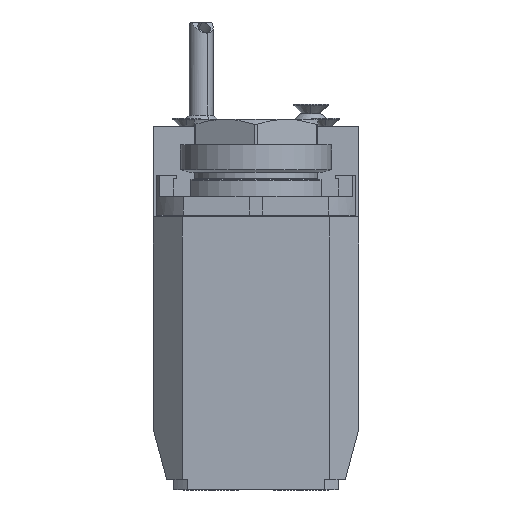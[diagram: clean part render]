
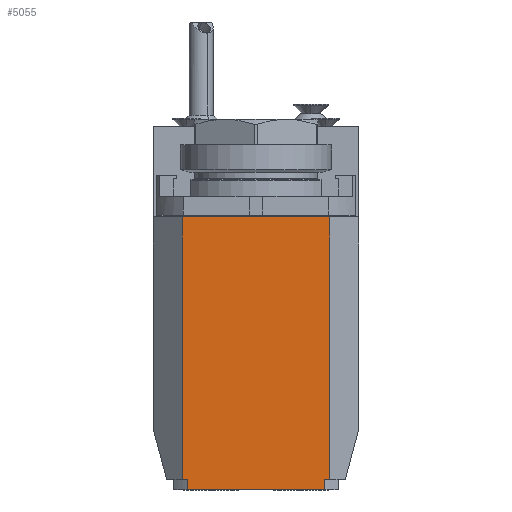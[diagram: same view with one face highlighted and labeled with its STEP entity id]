
A CAD part, left-side view. The second image highlights one B-rep face of the part: STEP entity #5055.
In plain terms, the highlighted planar face has unit normal (-1, 0, 0).
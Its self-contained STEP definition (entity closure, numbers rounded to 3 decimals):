
#717=DIRECTION('',(0.,-1.,0.));
#718=VECTOR('',#717,1.506);
#719=CARTESIAN_POINT('',(-112.5,-19.994,-70.5));
#720=LINE('',#719,#718);
#721=DIRECTION('',(0.,0.,-1.));
#722=VECTOR('',#721,3.);
#723=CARTESIAN_POINT('',(-112.5,-19.994,-70.5));
#724=LINE('',#723,#722);
#725=DIRECTION('',(0.,0.,-1.));
#726=VECTOR('',#725,3.);
#727=CARTESIAN_POINT('',(-112.5,19.994,-70.5));
#728=LINE('',#727,#726);
#729=DIRECTION('',(0.,-1.,0.));
#730=VECTOR('',#729,1.506);
#731=CARTESIAN_POINT('',(-112.5,21.5,-70.5));
#732=LINE('',#731,#730);
#733=DIRECTION('',(0.,0.,1.));
#734=VECTOR('',#733,76.5);
#735=CARTESIAN_POINT('',(-112.5,21.5,-70.5));
#736=LINE('',#735,#734);
#737=DIRECTION('',(0.,1.,0.));
#738=VECTOR('',#737,43.);
#739=CARTESIAN_POINT('',(-112.5,-21.5,6.));
#740=LINE('',#739,#738);
#741=DIRECTION('',(0.,0.,1.));
#742=VECTOR('',#741,76.5);
#743=CARTESIAN_POINT('',(-112.5,-21.5,-70.5));
#744=LINE('',#743,#742);
#784=DIRECTION('',(0.,-1.,0.));
#785=VECTOR('',#784,39.987);
#786=CARTESIAN_POINT('',(-112.5,19.994,-73.5));
#787=LINE('',#786,#785);
#3682=CARTESIAN_POINT('',(-112.5,-21.5,-70.5));
#3683=CARTESIAN_POINT('',(-112.5,-21.5,6.));
#3684=VERTEX_POINT('',#3682);
#3685=VERTEX_POINT('',#3683);
#3688=CARTESIAN_POINT('',(-112.5,21.5,-70.5));
#3689=CARTESIAN_POINT('',(-112.5,21.5,6.));
#3690=VERTEX_POINT('',#3688);
#3691=VERTEX_POINT('',#3689);
#3755=CARTESIAN_POINT('',(-112.5,19.994,-73.5));
#3756=CARTESIAN_POINT('',(-112.5,-19.994,-73.5));
#3757=VERTEX_POINT('',#3755);
#3758=VERTEX_POINT('',#3756);
#3771=CARTESIAN_POINT('',(-112.5,19.994,-70.5));
#3773=VERTEX_POINT('',#3771);
#3784=CARTESIAN_POINT('',(-112.5,-19.994,-70.5));
#3786=VERTEX_POINT('',#3784);
#5037=CARTESIAN_POINT('',(-112.5,0.,0.));
#5038=DIRECTION('',(-1.,0.,0.));
#5039=DIRECTION('',(0.,0.,1.));
#5040=AXIS2_PLACEMENT_3D('',#5037,#5038,#5039);
#5041=PLANE('',#5040);
#5042=ORIENTED_EDGE('',*,*,#5008,.F.);
#5044=ORIENTED_EDGE('',*,*,#5043,.T.);
#5046=ORIENTED_EDGE('',*,*,#5045,.F.);
#5047=ORIENTED_EDGE('',*,*,#5028,.F.);
#5048=ORIENTED_EDGE('',*,*,#5017,.F.);
#5049=ORIENTED_EDGE('',*,*,#4746,.T.);
#5050=ORIENTED_EDGE('',*,*,#4726,.F.);
#5052=ORIENTED_EDGE('',*,*,#5051,.F.);
#5053=EDGE_LOOP('',(#5042,#5044,#5046,#5047,#5048,#5049,#5050,#5052));
#5054=FACE_OUTER_BOUND('',#5053,.F.);
#5055=ADVANCED_FACE('',(#5054),#5041,.T.);
#4726=EDGE_CURVE('',#3685,#3691,#740,.T.);
#4746=EDGE_CURVE('',#3690,#3691,#736,.T.);
#5008=EDGE_CURVE('',#3786,#3684,#720,.T.);
#5017=EDGE_CURVE('',#3690,#3773,#732,.T.);
#5028=EDGE_CURVE('',#3773,#3757,#728,.T.);
#5043=EDGE_CURVE('',#3786,#3758,#724,.T.);
#5045=EDGE_CURVE('',#3757,#3758,#787,.T.);
#5051=EDGE_CURVE('',#3684,#3685,#744,.T.);
